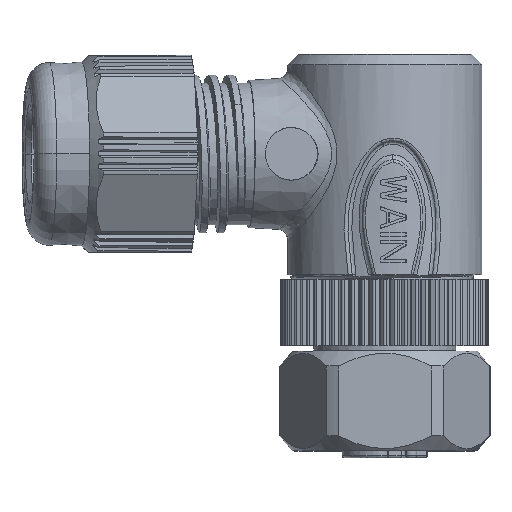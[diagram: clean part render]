
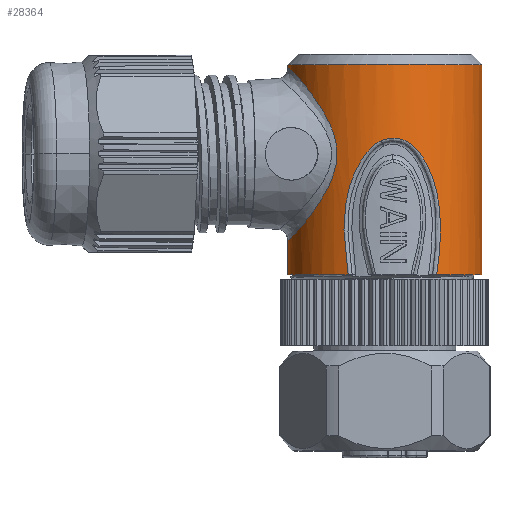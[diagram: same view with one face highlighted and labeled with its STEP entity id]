
A CAD part, top view. The second image highlights one B-rep face of the part: STEP entity #28364.
In plain terms, the highlighted cylindrical face has radius 9.25 mm (diameter 18.5 mm), a partial arc.
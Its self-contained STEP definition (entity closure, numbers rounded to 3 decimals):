
#9645=CARTESIAN_POINT('',(0.,6.899,0.));
#9646=DIRECTION('',(0.,1.,0.));
#9647=DIRECTION('',(0.533,0.,0.846));
#9648=AXIS2_PLACEMENT_3D('',#9645,#9646,#9647);
#9745=CARTESIAN_POINT('',(0.,6.899,0.));
#9746=DIRECTION('',(0.,1.,0.));
#9747=DIRECTION('',(-0.996,0.,0.087));
#9748=AXIS2_PLACEMENT_3D('',#9745,#9746,#9747);
#9777=CARTESIAN_POINT('',(-0.351,19.647,
9.243));
#9778=CARTESIAN_POINT('',(-0.208,19.712,
9.249));
#9779=CARTESIAN_POINT('',(0.089,19.817,9.253));
#9780=CARTESIAN_POINT('',(0.538,19.893,9.239));
#9781=CARTESIAN_POINT('',(1.072,19.893,9.192));
#9782=CARTESIAN_POINT('',(1.52,19.816,9.128));
#9783=CARTESIAN_POINT('',(1.949,19.664,9.046));
#9784=CARTESIAN_POINT('',(2.388,19.415,8.94));
#9785=CARTESIAN_POINT('',(2.835,19.048,8.809));
#9786=CARTESIAN_POINT('',(3.275,18.555,8.655));
#9787=CARTESIAN_POINT('',(3.698,17.934,8.483));
#9788=CARTESIAN_POINT('',(4.099,17.187,8.296));
#9789=CARTESIAN_POINT('',(4.483,16.313,8.095));
#9790=CARTESIAN_POINT('',(4.83,15.282,7.892));
#9791=CARTESIAN_POINT('',(5.105,14.058,7.715));
#9792=CARTESIAN_POINT('',(5.274,12.618,7.599));
#9793=CARTESIAN_POINT('',(5.313,10.953,7.572));
#9794=CARTESIAN_POINT('',(5.207,9.061,7.646));
#9795=CARTESIAN_POINT('',(5.038,7.646,7.758));
#9796=CARTESIAN_POINT('',(4.933,6.899,7.825));
#9798=CARTESIAN_POINT('',(-3.495,6.899,8.564));
#9799=CARTESIAN_POINT('',(-3.618,7.649,8.514));
#9800=CARTESIAN_POINT('',(-3.804,9.071,8.433));
#9801=CARTESIAN_POINT('',(-3.913,10.959,8.381));
#9802=CARTESIAN_POINT('',(-3.87,12.622,8.402));
#9803=CARTESIAN_POINT('',(-3.688,14.065,8.484));
#9804=CARTESIAN_POINT('',(-3.387,15.291,8.61));
#9805=CARTESIAN_POINT('',(-3.008,16.32,8.751));
#9806=CARTESIAN_POINT('',(-2.593,17.191,8.883));
#9807=CARTESIAN_POINT('',(-2.165,17.937,8.997));
#9808=CARTESIAN_POINT('',(-1.719,18.556,9.093));
#9809=CARTESIAN_POINT('',(-1.26,19.049,9.168));
#9810=CARTESIAN_POINT('',(-0.798,19.415,
9.219));
#9811=CARTESIAN_POINT('',(-0.498,19.581,
9.238));
#9812=CARTESIAN_POINT('',(-0.351,19.647,
9.243));
#9820=DIRECTION('',(0.,-1.,0.));
#9821=VECTOR('',#9820,20.);
#9822=CARTESIAN_POINT('',(9.215,26.899,
-0.806));
#9823=LINE('',#9822,#9821);
#9824=CARTESIAN_POINT('',(-9.215,10.225,
0.806));
#9825=CARTESIAN_POINT('',(-9.191,10.225,1.081));
#9826=CARTESIAN_POINT('',(-9.118,10.258,1.633));
#9827=CARTESIAN_POINT('',(-8.932,10.408,2.454));
#9828=CARTESIAN_POINT('',(-8.665,10.666,3.276));
#9829=CARTESIAN_POINT('',(-8.311,11.046,4.094));
#9830=CARTESIAN_POINT('',(-7.864,11.564,4.901));
#9831=CARTESIAN_POINT('',(-7.32,12.238,5.682));
#9832=CARTESIAN_POINT('',(-6.695,13.075,6.407));
#9833=CARTESIAN_POINT('',(-6.026,14.072,7.035));
#9834=CARTESIAN_POINT('',(-5.452,15.075,7.481));
#9835=CARTESIAN_POINT('',(-5.026,16.003,7.769));
#9836=CARTESIAN_POINT('',(-4.738,16.869,7.946));
#9837=CARTESIAN_POINT('',(-4.581,17.655,8.036));
#9838=CARTESIAN_POINT('',(-4.532,18.399,8.064));
#9839=CARTESIAN_POINT('',(-4.581,19.143,8.036));
#9840=CARTESIAN_POINT('',(-4.738,19.929,7.946));
#9841=CARTESIAN_POINT('',(-5.026,20.794,7.769));
#9842=CARTESIAN_POINT('',(-5.452,21.722,7.481));
#9843=CARTESIAN_POINT('',(-6.026,22.725,7.034));
#9844=CARTESIAN_POINT('',(-6.694,23.722,6.407));
#9845=CARTESIAN_POINT('',(-7.32,24.559,5.682));
#9846=CARTESIAN_POINT('',(-7.863,25.233,4.901));
#9847=CARTESIAN_POINT('',(-8.311,25.751,4.094));
#9848=CARTESIAN_POINT('',(-8.665,26.131,3.276));
#9849=CARTESIAN_POINT('',(-8.932,26.39,2.454));
#9850=CARTESIAN_POINT('',(-9.118,26.54,1.633));
#9851=CARTESIAN_POINT('',(-9.191,26.572,1.081));
#9852=CARTESIAN_POINT('',(-9.215,26.572,
0.806));
#9854=DIRECTION('',(0.,1.,0.));
#9855=VECTOR('',#9854,0.326);
#9856=CARTESIAN_POINT('',(-9.215,26.572,
0.806));
#9857=LINE('',#9856,#9855);
#9869=CARTESIAN_POINT('',(0.,26.899,0.));
#9870=DIRECTION('',(0.,-1.,0.));
#9871=DIRECTION('',(0.996,0.,-0.087));
#9872=AXIS2_PLACEMENT_3D('',#9869,#9870,#9871);
#9969=DIRECTION('',(0.,-1.,0.));
#9970=VECTOR('',#9969,3.326);
#9971=CARTESIAN_POINT('',(-9.215,10.225,
0.806));
#9972=LINE('',#9971,#9970);
#9994=CARTESIAN_POINT('',(-9.215,26.572,
0.806));
#14497=VERTEX_POINT('',#9994);
#14498=VERTEX_POINT('',#9824);
#14499=CARTESIAN_POINT('',(-9.215,26.899,0.806));
#14500=CARTESIAN_POINT('',(9.215,26.899,
-0.806));
#14501=VERTEX_POINT('',#14499);
#14502=VERTEX_POINT('',#14500);
#14503=CARTESIAN_POINT('',(-9.215,6.899,
0.806));
#14504=VERTEX_POINT('',#14503);
#14509=CARTESIAN_POINT('',(9.215,6.899,
-0.806));
#14510=VERTEX_POINT('',#14509);
#14651=CARTESIAN_POINT('',(4.933,6.899,7.825));
#14652=VERTEX_POINT('',#14651);
#14653=VERTEX_POINT('',#9777);
#14654=VERTEX_POINT('',#9798);
#28343=CARTESIAN_POINT('',(0.,0.699,0.));
#28344=DIRECTION('',(0.,1.,0.));
#28345=DIRECTION('',(0.996,0.,-0.087));
#28346=AXIS2_PLACEMENT_3D('',#28343,#28344,#28345);
#28347=CYLINDRICAL_SURFACE('',#28346,9.25);
#28349=ORIENTED_EDGE('',*,*,#28348,.F.);
#28351=ORIENTED_EDGE('',*,*,#28350,.T.);
#28352=ORIENTED_EDGE('',*,*,#27953,.F.);
#28353=ORIENTED_EDGE('',*,*,#28192,.F.);
#28354=ORIENTED_EDGE('',*,*,#28335,.F.);
#28355=ORIENTED_EDGE('',*,*,#27981,.F.);
#28357=ORIENTED_EDGE('',*,*,#28356,.F.);
#28359=ORIENTED_EDGE('',*,*,#28358,.T.);
#28361=ORIENTED_EDGE('',*,*,#28360,.T.);
#28362=EDGE_LOOP('',(#28349,#28351,#28352,#28353,#28354,#28355,#28357,#28359,
#28361));
#28363=FACE_OUTER_BOUND('',#28362,.F.);
#28364=ADVANCED_FACE('',(#28363),#28347,.T.);
#9649=CIRCLE('',#9648,9.25);
#9749=CIRCLE('',#9748,9.25);
#9797=B_SPLINE_CURVE_WITH_KNOTS('',3,(#9777,#9778,#9779,#9780,#9781,#9782,#9783,
#9784,#9785,#9786,#9787,#9788,#9789,#9790,#9791,#9792,#9793,#9794,#9795,#9796),
.UNSPECIFIED.,.F.,.F.,(4,1,1,1,1,1,1,1,1,1,1,1,1,1,1,1,1,4),(0.,
0.059,0.118,0.176,0.235,
0.294,0.353,0.412,0.471,
0.529,0.588,0.647,0.706,
0.765,0.824,0.882,0.941,1.),
.UNSPECIFIED.);
#9813=B_SPLINE_CURVE_WITH_KNOTS('',3,(#9798,#9799,#9800,#9801,#9802,#9803,#9804,
#9805,#9806,#9807,#9808,#9809,#9810,#9811,#9812),.UNSPECIFIED.,.F.,.F.,(4,1,1,1,
1,1,1,1,1,1,1,1,4),(0.,0.083,0.167,0.25,
0.333,0.417,0.5,0.583,0.667,
0.75,0.833,0.917,1.),.UNSPECIFIED.);
#9853=B_SPLINE_CURVE_WITH_KNOTS('',3,(#9824,#9825,#9826,#9827,#9828,#9829,#9830,
#9831,#9832,#9833,#9834,#9835,#9836,#9837,#9838,#9839,#9840,#9841,#9842,#9843,
#9844,#9845,#9846,#9847,#9848,#9849,#9850,#9851,#9852),.UNSPECIFIED.,.F.,.F.,(4,
1,1,1,1,1,1,1,1,1,1,1,1,1,1,1,1,1,1,1,1,1,1,1,1,1,4),(0.,0.038,
0.077,0.115,0.154,0.192,
0.231,0.269,0.308,0.346,
0.385,0.423,0.462,0.5,0.538,
0.577,0.615,0.654,0.692,
0.731,0.769,0.808,0.846,
0.885,0.923,0.962,1.),.UNSPECIFIED.);
#9873=CIRCLE('',#9872,9.25);
#27953=EDGE_CURVE('',#14652,#14510,#9649,.T.);
#27981=EDGE_CURVE('',#14504,#14654,#9749,.T.);
#28192=EDGE_CURVE('',#14653,#14652,#9797,.T.);
#28335=EDGE_CURVE('',#14654,#14653,#9813,.T.);
#28348=EDGE_CURVE('',#14502,#14501,#9873,.T.);
#28350=EDGE_CURVE('',#14502,#14510,#9823,.T.);
#28356=EDGE_CURVE('',#14498,#14504,#9972,.T.);
#28358=EDGE_CURVE('',#14498,#14497,#9853,.T.);
#28360=EDGE_CURVE('',#14497,#14501,#9857,.T.);
